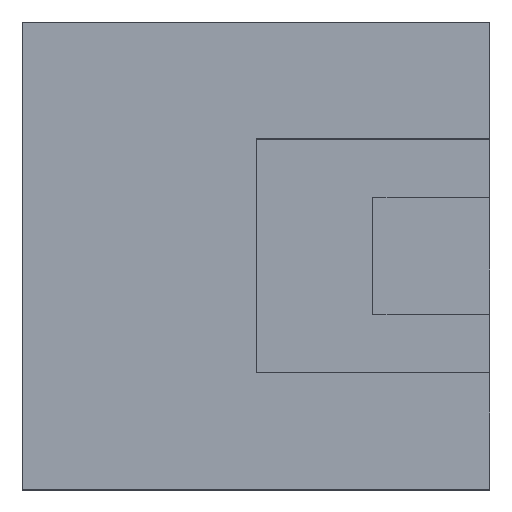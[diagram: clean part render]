
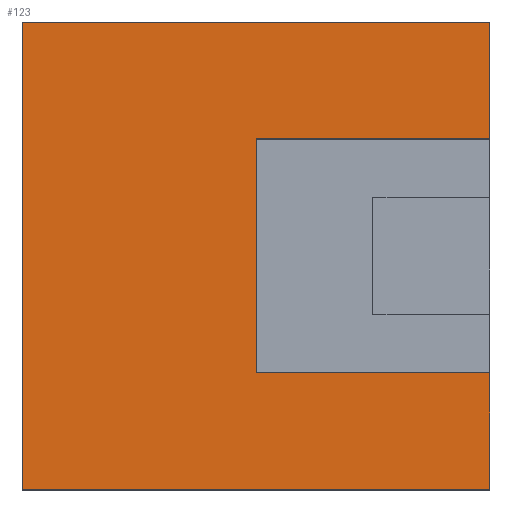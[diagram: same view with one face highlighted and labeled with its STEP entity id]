
A CAD part, top view. The second image highlights one B-rep face of the part: STEP entity #123.
In plain terms, the highlighted planar face has unit normal (0, 0, 1).
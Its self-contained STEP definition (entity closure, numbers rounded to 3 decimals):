
#1=CARTESIAN_POINT('POINT1',(-40.,40.,20.));
#2=VERTEX_POINT('VERTEX1',#1);
#19=CARTESIAN_POINT('POINT4',(-40.,-40.,20.));
#20=VERTEX_POINT('VERTEX4',#19);
#27=CARTESIAN_POINT('POS4',(-40.,0.,20.));
#28=DIRECTION('DIR4',(0.,-1.,0.));
#29=VECTOR('VEC4',#28,1.);
#30=LINE('STRAIGHT4',#27,#29);
#31=EDGE_CURVE('EDGE4',#2,#20,#30,.T.);
#50=CARTESIAN_POINT('POINT6',(40.,-40.,20.));
#51=VERTEX_POINT('VERTEX6',#50);
#58=CARTESIAN_POINT('POS8',(0.,-40.,20.));
#59=DIRECTION('DIR9',(1.,0.,0.));
#60=VECTOR('VEC7',#59,1.);
#61=LINE('STRAIGHT7',#58,#60);
#62=EDGE_CURVE('EDGE7',#20,#51,#61,.T.);
#72=CARTESIAN_POINT('POINT7',(40.,-20.,20.));
#73=VERTEX_POINT('VERTEX7',#72);
#74=CARTESIAN_POINT('POINT8',(0.,-20.,20.));
#75=VERTEX_POINT('VERTEX8',#74);
#76=CARTESIAN_POINT('POS10',(10.,-20.,20.));
#77=DIRECTION('DIR12',(-1.,0.,0.));
#78=VECTOR('VEC8',#77,1.);
#79=LINE('STRAIGHT8',#76,#78);
#80=EDGE_CURVE('EDGE8',#73,#75,#79,.T.);
#81=ORIENTED_EDGE('COEDGE9',*,*,#80,.T.);
#82=CARTESIAN_POINT('POINT9',(0.,20.,20.));
#83=VERTEX_POINT('VERTEX9',#82);
#84=CARTESIAN_POINT('POS11',(0.,0.,20.));
#85=DIRECTION('DIR13',(0.,1.,0.));
#86=VECTOR('VEC9',#85,1.);
#87=LINE('STRAIGHT9',#84,#86);
#88=EDGE_CURVE('EDGE9',#75,#83,#87,.T.);
#89=ORIENTED_EDGE('COEDGE10',*,*,#88,.T.);
#90=CARTESIAN_POINT('POINT10',(40.,20.,20.));
#91=VERTEX_POINT('VERTEX10',#90);
#92=CARTESIAN_POINT('POS12',(10.,20.,20.));
#93=DIRECTION('DIR14',(1.,0.,0.));
#94=VECTOR('VEC10',#93,1.);
#95=LINE('STRAIGHT10',#92,#94);
#96=EDGE_CURVE('EDGE10',#83,#91,#95,.T.);
#97=ORIENTED_EDGE('COEDGE11',*,*,#96,.T.);
#98=CARTESIAN_POINT('POINT11',(40.,40.,20.));
#99=VERTEX_POINT('VERTEX11',#98);
#100=CARTESIAN_POINT('POS13',(40.,0.,20.));
#101=DIRECTION('DIR15',(0.,1.,0.));
#102=VECTOR('VEC11',#101,1.);
#103=LINE('STRAIGHT11',#100,#102);
#104=EDGE_CURVE('EDGE11',#91,#99,#103,.T.);
#105=ORIENTED_EDGE('COEDGE12',*,*,#104,.T.);
#106=CARTESIAN_POINT('POS14',(0.,40.,20.));
#107=DIRECTION('DIR16',(-1.,0.,0.));
#108=VECTOR('VEC12',#107,1.);
#109=LINE('STRAIGHT12',#106,#108);
#110=EDGE_CURVE('EDGE12',#99,#2,#109,.T.);
#111=ORIENTED_EDGE('COEDGE13',*,*,#110,.T.);
#112=ORIENTED_EDGE('COEDGE14',*,*,#31,.T.);
#113=ORIENTED_EDGE('COEDGE15',*,*,#62,.T.);
#114=EDGE_CURVE('EDGE13',#51,#73,#103,.T.);
#115=ORIENTED_EDGE('COEDGE16',*,*,#114,.T.);
#116=EDGE_LOOP('NONE',(#81,#89,#97,#105,#111,#112,#113,#115));
#117=FACE_BOUND('LOOP1',#116,.T.);
#118=CARTESIAN_POINT('POS15',(0.,0.,20.));
#119=DIRECTION('DIR17',(0.,0.,1.));
#120=DIRECTION('DIR18',(1.,0.,0.));
#121=AXIS2_PLACEMENT_3D('AXIS3',#118,#119,#120);
#122=PLANE('PLANE3',#121);
#123=ADVANCED_FACE('FACE3',(#117),#122,.T.);
